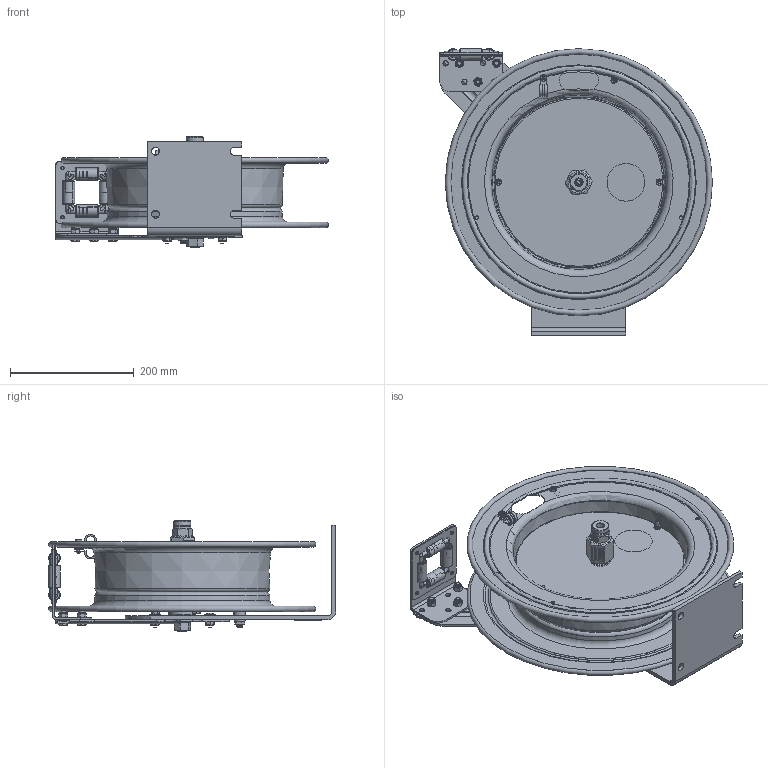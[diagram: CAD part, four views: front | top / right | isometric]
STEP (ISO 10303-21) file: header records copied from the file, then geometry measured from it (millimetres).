
FILE_DESCRIPTION(/* description */ (''),/* implementation_level */ '2;1');
FILE_NAME(/* name */ 'EZ-P-HP-125_SHARED.stp',/* time_stamp */ '2020-01-15T15:08:03-07:00',/* author */ ('NMelton'),/* organization */ (''),/* preprocessor_version */ 'ST-DEVELOPER v17',/* originating_system */ 'Autodesk Inventor 2019',/* authorisation */ '');
FILE_SCHEMA (('AUTOMOTIVE_DESIGN { 1 0 10303 214 3 1 1 }'));
Products named in the file (1): EZ-P-HP-125_SHARED
Bounding box: 441 x 464.08 x 178.05 mm (x, y, z)
Surface area: 1066857.7 mm2 (no closed solid volume)
Topology: 0 solids, 222 shells, 1806 faces, 9552 edges, 7779 vertices
Faces by surface type: plane 963, cylinder 455, cone 150, bspline 121, torus 77, sphere 40
Full cylindrical faces by diameter (mm): 3.962 x4, 4.699 x4, 4.826 x4, 5.08 x4, 5.556 x3, 5.563 x1, 5.588 x8, 6.35 x4, 7.112 x1, 7.925 x1, 7.938 x3, 8.636 x3, 8.731 x4, 11.1 x1, 11.43 x3, 11.684 x1, 12.192 x8, 12.7 x2, 14.681 x1, 15.85 x2, 15.875 x1, 19.05 x5, 26.365 x1, 27.94 x2, 28.575 x1, 31.623 x1, 44.044 x1, 60.96 x1, 274.574 x1
Entity records: 102144 total; most frequent: CARTESIAN_POINT 30705, ORIENTED_EDGE 12791, DIRECTION 12646, EDGE_CURVE 9507, VERTEX_POINT 7779, LINE 5300, VECTOR 5300, AXIS2_PLACEMENT_3D 3673
